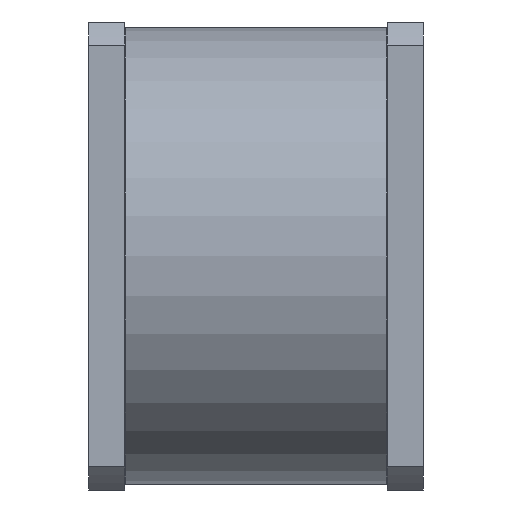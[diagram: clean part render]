
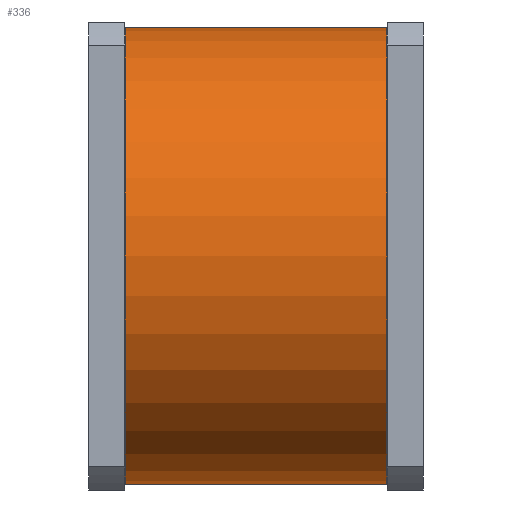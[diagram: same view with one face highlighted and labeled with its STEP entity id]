
A CAD part, left-side view. The second image highlights one B-rep face of the part: STEP entity #336.
In plain terms, the highlighted cylindrical face has radius 63.5 mm (diameter 127 mm), a partial arc.
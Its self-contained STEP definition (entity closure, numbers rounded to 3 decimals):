
#57 = DIRECTION ( 'NONE',  ( 0., 0., -1. ) ) ;
#136 = FACE_OUTER_BOUND ( 'NONE', #303, .T. ) ;
#177 = LINE ( 'NONE', #1663, #1658 ) ;
#180 = CIRCLE ( 'NONE', #351, 63.5 ) ;
#275 = AXIS2_PLACEMENT_3D ( 'NONE', #1635, #1096, #1117 ) ;
#303 = EDGE_LOOP ( 'NONE', ( #1259, #1702, #991, #553 ) ) ;
#316 = DIRECTION ( 'NONE',  ( 0., -1., 0. ) ) ;
#336 = ADVANCED_FACE ( 'NONE', ( #136 ), #958, .T. ) ;
#343 = EDGE_CURVE ( 'NONE', #1014, #887, #177, .T. ) ;
#351 = AXIS2_PLACEMENT_3D ( 'NONE', #1048, #1590, #365 ) ;
#352 = VERTEX_POINT ( 'NONE', #861 ) ;
#365 = DIRECTION ( 'NONE',  ( 0., 0., -1. ) ) ;
#451 = LINE ( 'NONE', #1543, #714 ) ;
#550 = CARTESIAN_POINT ( 'NONE',  ( 0., 36.3, 63.5 ) ) ;
#553 = ORIENTED_EDGE ( 'NONE', *, *, #343, .F. ) ;
#564 = CIRCLE ( 'NONE', #1385, 63.5 ) ;
#708 = DIRECTION ( 'NONE',  ( 0., -1., 0. ) ) ;
#714 = VECTOR ( 'NONE', #316, 1000. ) ;
#770 = CARTESIAN_POINT ( 'NONE',  ( 0., 36.3, 0. ) ) ;
#861 = CARTESIAN_POINT ( 'NONE',  ( 0., -36.3, -63.5 ) ) ;
#887 = VERTEX_POINT ( 'NONE', #1525 ) ;
#958 = CYLINDRICAL_SURFACE ( 'NONE', #275, 63.5 ) ;
#980 = EDGE_CURVE ( 'NONE', #1747, #352, #451, .T. ) ;
#991 = ORIENTED_EDGE ( 'NONE', *, *, #1522, .F. ) ;
#1014 = VERTEX_POINT ( 'NONE', #550 ) ;
#1041 = CARTESIAN_POINT ( 'NONE',  ( 0., 36.3, -63.5 ) ) ;
#1048 = CARTESIAN_POINT ( 'NONE',  ( 0., -36.3, 0. ) ) ;
#1096 = DIRECTION ( 'NONE',  ( 0., -1., 0. ) ) ;
#1117 = DIRECTION ( 'NONE',  ( 0., 0., 1. ) ) ;
#1153 = DIRECTION ( 'NONE',  ( 0., 1., 0. ) ) ;
#1259 = ORIENTED_EDGE ( 'NONE', *, *, #1773, .F. ) ;
#1385 = AXIS2_PLACEMENT_3D ( 'NONE', #770, #1153, #57 ) ;
#1522 = EDGE_CURVE ( 'NONE', #887, #352, #180, .T. ) ;
#1525 = CARTESIAN_POINT ( 'NONE',  ( 0., -36.3, 63.5 ) ) ;
#1543 = CARTESIAN_POINT ( 'NONE',  ( 0., 0., -63.5 ) ) ;
#1590 = DIRECTION ( 'NONE',  ( 0., -1., 0. ) ) ;
#1635 = CARTESIAN_POINT ( 'NONE',  ( 0., 0., 0. ) ) ;
#1658 = VECTOR ( 'NONE', #708, 1000. ) ;
#1663 = CARTESIAN_POINT ( 'NONE',  ( 0., 0., 63.5 ) ) ;
#1702 = ORIENTED_EDGE ( 'NONE', *, *, #980, .T. ) ;
#1747 = VERTEX_POINT ( 'NONE', #1041 ) ;
#1773 = EDGE_CURVE ( 'NONE', #1747, #1014, #564, .T. ) ;
